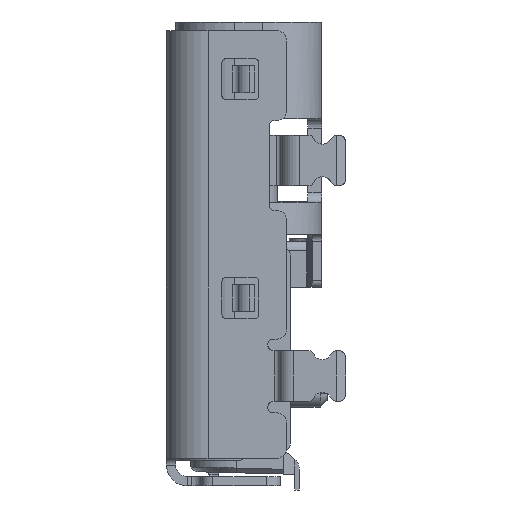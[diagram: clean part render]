
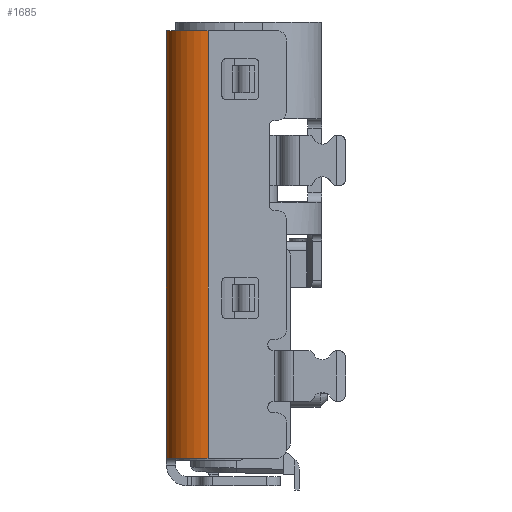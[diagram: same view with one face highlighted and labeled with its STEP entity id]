
A CAD part, left-side view. The second image highlights one B-rep face of the part: STEP entity #1685.
In plain terms, the highlighted cylindrical face has radius 0.9 mm (diameter 1.8 mm), a partial arc.
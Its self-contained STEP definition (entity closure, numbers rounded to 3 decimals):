
#129 = LINE ( 'NONE', #10746, #31412 ) ;
#1685 = ADVANCED_FACE ( 'NONE', ( #7178 ), #17001, .T. ) ;
#1858 = ORIENTED_EDGE ( 'NONE', *, *, #18336, .F. ) ;
#2071 = CARTESIAN_POINT ( 'NONE',  ( -4.7, 0.88, -0.19 ) ) ;
#2166 = CIRCLE ( 'NONE', #26653, 0.9 ) ;
#2353 = EDGE_LOOP ( 'NONE', ( #1858, #24720, #20852, #28669 ) ) ;
#3008 = EDGE_CURVE ( 'NONE', #29903, #19147, #11899, .T. ) ;
#3755 = CARTESIAN_POINT ( 'NONE',  ( -3.8, 0.88, -0.74 ) ) ;
#5707 = DIRECTION ( 'NONE',  ( 0., 0., -1. ) ) ;
#7178 = FACE_OUTER_BOUND ( 'NONE', #2353, .T. ) ;
#9645 = VERTEX_POINT ( 'NONE', #29258 ) ;
#9888 = VERTEX_POINT ( 'NONE', #18726 ) ;
#10746 = CARTESIAN_POINT ( 'NONE',  ( -3.8, 1.78, -0.19 ) ) ;
#11899 = LINE ( 'NONE', #17142, #28016 ) ;
#14379 = DIRECTION ( 'NONE',  ( -1., 0., 0. ) ) ;
#15102 = AXIS2_PLACEMENT_3D ( 'NONE', #28096, #27927, #25649 ) ;
#16418 = EDGE_CURVE ( 'NONE', #9888, #9645, #129, .T. ) ;
#17001 = CYLINDRICAL_SURFACE ( 'NONE', #24568, 0.9 ) ;
#17142 = CARTESIAN_POINT ( 'NONE',  ( -4.7, 0.88, -9.45 ) ) ;
#17802 = DIRECTION ( 'NONE',  ( 0., 0., -1. ) ) ;
#17944 = DIRECTION ( 'NONE',  ( 0., 0., 1. ) ) ;
#18336 = EDGE_CURVE ( 'NONE', #29903, #9645, #21228, .T. ) ;
#18726 = CARTESIAN_POINT ( 'NONE',  ( -3.8, 1.78, -0.19 ) ) ;
#19147 = VERTEX_POINT ( 'NONE', #2071 ) ;
#20852 = ORIENTED_EDGE ( 'NONE', *, *, #32345, .F. ) ;
#21228 = CIRCLE ( 'NONE', #15102, 0.9 ) ;
#24568 = AXIS2_PLACEMENT_3D ( 'NONE', #3755, #17802, #14379 ) ;
#24720 = ORIENTED_EDGE ( 'NONE', *, *, #3008, .T. ) ;
#25649 = DIRECTION ( 'NONE',  ( -1., 0., 0. ) ) ;
#26285 = DIRECTION ( 'NONE',  ( 0., 1., 0. ) ) ;
#26653 = AXIS2_PLACEMENT_3D ( 'NONE', #28901, #17944, #26285 ) ;
#27927 = DIRECTION ( 'NONE',  ( 0., 0., -1. ) ) ;
#28016 = VECTOR ( 'NONE', #33323, 1000. ) ;
#28096 = CARTESIAN_POINT ( 'NONE',  ( -3.8, 0.88, -9.45 ) ) ;
#28669 = ORIENTED_EDGE ( 'NONE', *, *, #16418, .T. ) ;
#28901 = CARTESIAN_POINT ( 'NONE',  ( -3.8, 0.88, -0.19 ) ) ;
#29258 = CARTESIAN_POINT ( 'NONE',  ( -3.8, 1.78, -9.45 ) ) ;
#29903 = VERTEX_POINT ( 'NONE', #31654 ) ;
#31412 = VECTOR ( 'NONE', #5707, 1000. ) ;
#31654 = CARTESIAN_POINT ( 'NONE',  ( -4.7, 0.88, -9.45 ) ) ;
#32345 = EDGE_CURVE ( 'NONE', #9888, #19147, #2166, .T. ) ;
#33323 = DIRECTION ( 'NONE',  ( 0., 0., 1. ) ) ;
